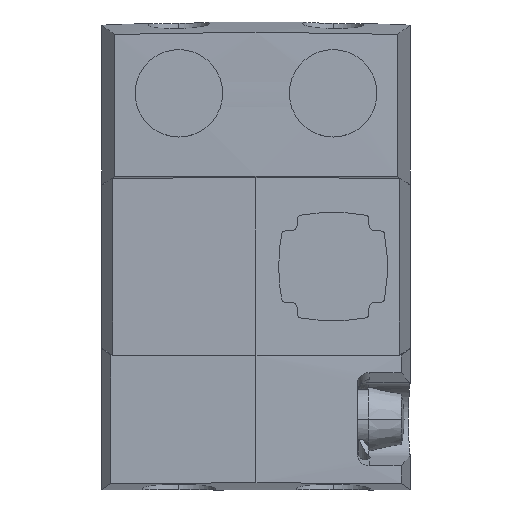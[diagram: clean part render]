
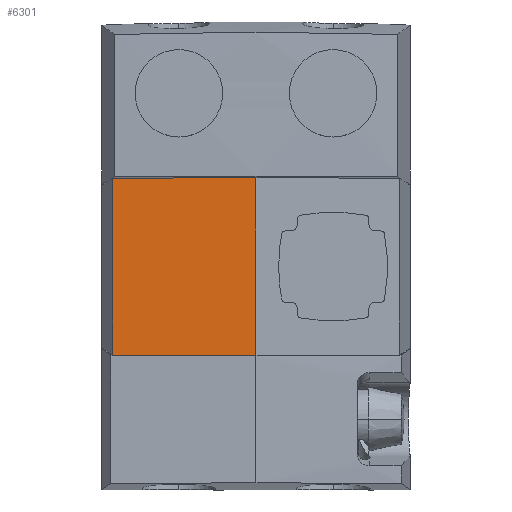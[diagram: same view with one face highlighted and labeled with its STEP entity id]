
A CAD part, top view. The second image highlights one B-rep face of the part: STEP entity #6301.
In plain terms, the highlighted cylindrical face has radius 2500 mm (diameter 5000 mm), a partial arc.
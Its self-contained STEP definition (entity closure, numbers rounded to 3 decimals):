
#2 = DIRECTION ( 'NONE',  ( 0., 1., 0. ) ) ;
#140 = ORIENTED_EDGE ( 'NONE', *, *, #3978, .F. ) ;
#141 = EDGE_LOOP ( 'NONE', ( #2992, #5476, #140, #574 ) ) ;
#272 = VERTEX_POINT ( 'NONE', #3072 ) ;
#275 = DIRECTION ( 'NONE',  ( 0., 1., 0. ) ) ;
#355 = VERTEX_POINT ( 'NONE', #396 ) ;
#371 = CARTESIAN_POINT ( 'NONE',  ( -96.977, -71.872, 90.376 ) ) ;
#396 = CARTESIAN_POINT ( 'NONE',  ( 0., -72.116, 92.182 ) ) ;
#411 = EDGE_CURVE ( 'NONE', #355, #272, #2170, .T. ) ;
#574 = ORIENTED_EDGE ( 'NONE', *, *, #1203, .F. ) ;
#811 = FACE_OUTER_BOUND ( 'NONE', #141, .T. ) ;
#910 = CARTESIAN_POINT ( 'NONE',  ( -116.333, -71.751, 89.474 ) ) ;
#946 = VECTOR ( 'NONE', #2, 1000. ) ;
#1203 = EDGE_CURVE ( 'NONE', #272, #1341, #2869, .T. ) ;
#1341 = VERTEX_POINT ( 'NONE', #6141 ) ;
#1351 = DIRECTION ( 'NONE',  ( 0., 0., 1. ) ) ;
#1960 = CARTESIAN_POINT ( 'NONE',  ( 0., -80., -2407.818 ) ) ;
#2170 = B_SPLINE_CURVE_WITH_KNOTS ( 'NONE', 3,
 ( #4459, #7465, #6279, #371, #910 ),
 .UNSPECIFIED., .F., .F.,
 ( 4, 1, 4 ),
 ( 9.558, 9.616, 9.674 ),
 .UNSPECIFIED. ) ;
#2397 = CARTESIAN_POINT ( 'NONE',  ( -77.555, 71.994, 91.28 ) ) ;
#2561 = CYLINDRICAL_SURFACE ( 'NONE', #3774, 2500. ) ;
#2571 = CARTESIAN_POINT ( 'NONE',  ( 0., 72.116, 92.182 ) ) ;
#2869 = LINE ( 'NONE', #7711, #946 ) ;
#2992 = ORIENTED_EDGE ( 'NONE', *, *, #411, .F. ) ;
#3072 = CARTESIAN_POINT ( 'NONE',  ( -116.333, -71.751, 89.474 ) ) ;
#3343 = EDGE_CURVE ( 'NONE', #355, #4840, #4355, .T. ) ;
#3774 = AXIS2_PLACEMENT_3D ( 'NONE', #1960, #5587, #1351 ) ;
#3978 = EDGE_CURVE ( 'NONE', #1341, #4840, #5070, .T. ) ;
#4355 = LINE ( 'NONE', #6883, #6501 ) ;
#4459 = CARTESIAN_POINT ( 'NONE',  ( 0., -72.116, 92.182 ) ) ;
#4788 = CARTESIAN_POINT ( 'NONE',  ( -38.778, 72.116, 92.182 ) ) ;
#4840 = VERTEX_POINT ( 'NONE', #2571 ) ;
#5070 = B_SPLINE_CURVE_WITH_KNOTS ( 'NONE', 3,
 ( #5385, #2397, #4788, #7210 ),
 .UNSPECIFIED., .F., .F.,
 ( 4, 4 ),
 ( 0.014, 0.13 ),
 .UNSPECIFIED. ) ;
#5385 = CARTESIAN_POINT ( 'NONE',  ( -116.333, 71.751, 89.474 ) ) ;
#5476 = ORIENTED_EDGE ( 'NONE', *, *, #3343, .T. ) ;
#5587 = DIRECTION ( 'NONE',  ( 0., 1., 0. ) ) ;
#6141 = CARTESIAN_POINT ( 'NONE',  ( -116.333, 71.751, 89.474 ) ) ;
#6279 = CARTESIAN_POINT ( 'NONE',  ( -58.233, -72.055, 91.729 ) ) ;
#6301 = ADVANCED_FACE ( 'NONE', ( #811 ), #2561, .T. ) ;
#6501 = VECTOR ( 'NONE', #275, 1000. ) ;
#6883 = CARTESIAN_POINT ( 'NONE',  ( 0., -80., 92.182 ) ) ;
#7210 = CARTESIAN_POINT ( 'NONE',  ( 0., 72.116, 92.182 ) ) ;
#7465 = CARTESIAN_POINT ( 'NONE',  ( -19.422, -72.116, 92.182 ) ) ;
#7711 = CARTESIAN_POINT ( 'NONE',  ( -116.333, -80., 89.474 ) ) ;
